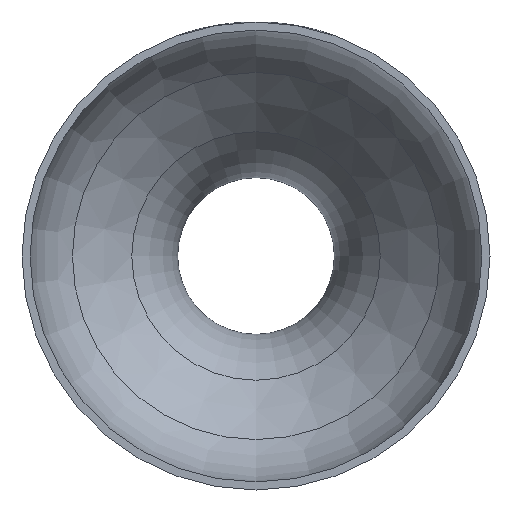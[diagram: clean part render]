
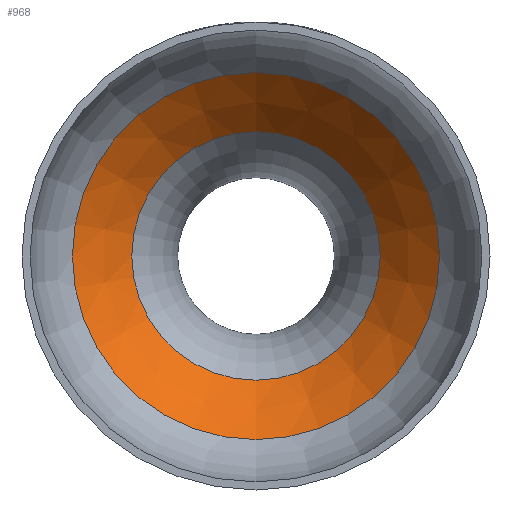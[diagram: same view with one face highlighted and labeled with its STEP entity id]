
A CAD part, front view. The second image highlights one B-rep face of the part: STEP entity #968.
In plain terms, the highlighted conical face has half-angle 42.822 degrees and reference radius 66.031 mm.
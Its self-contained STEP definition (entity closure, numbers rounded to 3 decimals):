
#225 = AXIS2_PLACEMENT_3D ( 'NONE', #2162, #7117, #809 ) ;
#248 = ORIENTED_EDGE ( 'NONE', *, *, #11662, .T. ) ;
#809 = DIRECTION ( 'NONE',  ( 0., 0., -1. ) ) ;
#968 = ADVANCED_FACE ( 'NONE', ( #19018, #18020 ), #10704, .F. ) ;
#2162 = CARTESIAN_POINT ( 'NONE',  ( 0., 56.812, 0. ) ) ;
#3709 = CIRCLE ( 'NONE', #7422, 66.031 ) ;
#4217 = CARTESIAN_POINT ( 'NONE',  ( 0., 79.857, 0. ) ) ;
#4559 = CIRCLE ( 'NONE', #10598, 44.675 ) ;
#6525 = VERTEX_POINT ( 'NONE', #19638 ) ;
#6546 = ORIENTED_EDGE ( 'NONE', *, *, #18914, .F. ) ;
#7117 = DIRECTION ( 'NONE',  ( 0., -1., 0. ) ) ;
#7324 = DIRECTION ( 'NONE',  ( 0., -1., 0. ) ) ;
#7422 = AXIS2_PLACEMENT_3D ( 'NONE', #19692, #13216, #11680 ) ;
#8325 = EDGE_LOOP ( 'NONE', ( #6546 ) ) ;
#10598 = AXIS2_PLACEMENT_3D ( 'NONE', #4217, #7324, #12270 ) ;
#10704 = CONICAL_SURFACE ( 'NONE', #225, 66.031, 0.747 ) ;
#11662 = EDGE_CURVE ( 'NONE', #6525, #6525, #3709, .T. ) ;
#11680 = DIRECTION ( 'NONE',  ( 0., 0., -1. ) ) ;
#11736 = EDGE_LOOP ( 'NONE', ( #248 ) ) ;
#12270 = DIRECTION ( 'NONE',  ( 0., 0., -1. ) ) ;
#13216 = DIRECTION ( 'NONE',  ( 0., -1., 0. ) ) ;
#15794 = VERTEX_POINT ( 'NONE', #19782 ) ;
#18020 = FACE_OUTER_BOUND ( 'NONE', #11736, .T. ) ;
#18914 = EDGE_CURVE ( 'NONE', #15794, #15794, #4559, .T. ) ;
#19018 = FACE_BOUND ( 'NONE', #8325, .T. ) ;
#19638 = CARTESIAN_POINT ( 'NONE',  ( 0., 56.812, -66.031 ) ) ;
#19692 = CARTESIAN_POINT ( 'NONE',  ( 0., 56.812, 0. ) ) ;
#19782 = CARTESIAN_POINT ( 'NONE',  ( 0., 79.857, -44.675 ) ) ;
